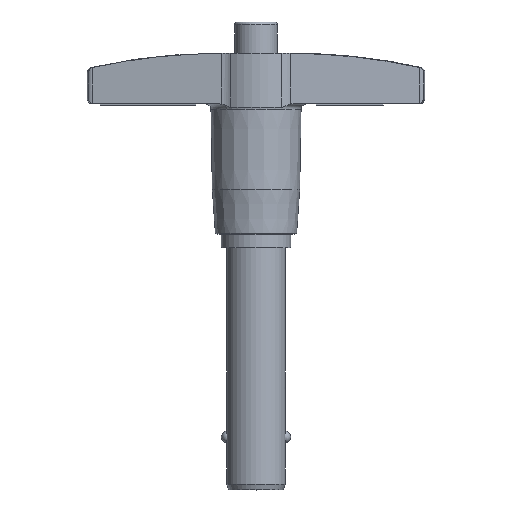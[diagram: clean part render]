
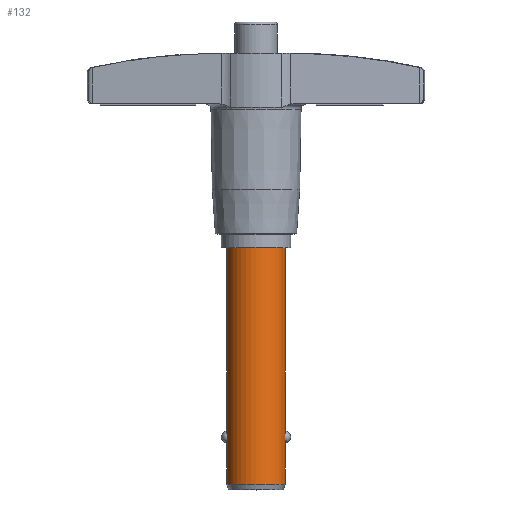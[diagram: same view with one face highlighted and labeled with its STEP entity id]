
A CAD part, top view. The second image highlights one B-rep face of the part: STEP entity #132.
In plain terms, the highlighted cylindrical face has radius 4 mm (diameter 8 mm), a full revolution.
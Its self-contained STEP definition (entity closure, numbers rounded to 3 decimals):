
#132 = ADVANCED_FACE( '', ( #292, #293, #294, #295 ), #296, .T. );
#292 = FACE_OUTER_BOUND( '', #479, .T. );
#293 = FACE_BOUND( '', #480, .T. );
#294 = FACE_BOUND( '', #481, .T. );
#295 = FACE_OUTER_BOUND( '', #482, .T. );
#296 = CYLINDRICAL_SURFACE( '', #483, 4. );
#479 = EDGE_LOOP( '', ( #821 ) );
#480 = EDGE_LOOP( '', ( #822 ) );
#481 = EDGE_LOOP( '', ( #823 ) );
#482 = EDGE_LOOP( '', ( #824 ) );
#483 = AXIS2_PLACEMENT_3D( '', #825, #826, #827 );
#821 = ORIENTED_EDGE( '', *, *, #1067, .F. );
#822 = ORIENTED_EDGE( '', *, *, #1100, .T. );
#823 = ORIENTED_EDGE( '', *, *, #1114, .T. );
#824 = ORIENTED_EDGE( '', *, *, #1047, .T. );
#825 = CARTESIAN_POINT( '', ( 0., 30.7, 0. ) );
#826 = DIRECTION( '', ( 0., -1., 0. ) );
#827 = DIRECTION( '', ( -1., 0., 0. ) );
#1047 = EDGE_CURVE( '', #1229, #1229, #1230, .T. );
#1067 = EDGE_CURVE( '', #1264, #1264, #1265, .T. );
#1100 = EDGE_CURVE( '', #1314, #1314, #1315, .T. );
#1114 = EDGE_CURVE( '', #1332, #1332, #1333, .T. );
#1229 = VERTEX_POINT( '', #1503 );
#1230 = CIRCLE( '', #1504, 4. );
#1264 = VERTEX_POINT( '', #1565 );
#1265 = CIRCLE( '', #1566, 4. );
#1314 = VERTEX_POINT( '', #1676 );
#1315 = B_SPLINE_CURVE_WITH_KNOTS( '', 3, ( #1677, #1678, #1679, #1680, #1681, #1682, #1683, #1684, #1685, #1686, #1687, #1688, #1689, #1690, #1691, #1692, #1693, #1694, #1695, #1696, #1697, #1698, #1699, #1700, #1701, #1702, #1703, #1704 ), .UNSPECIFIED., .T., .F., ( 2, 2, 2, 2, 2, 2, 2, 2, 2, 2, 2, 2, 2, 2, 2, 2 ), ( -0.001, 0., 0., 0.001, 0.001, 0.002, 0.002, 0.002, 0.002, 0.003, 0.003, 0.004, 0.004, 0.004, 0.005, 0.005 ), .UNSPECIFIED. );
#1332 = VERTEX_POINT( '', #1726 );
#1333 = B_SPLINE_CURVE_WITH_KNOTS( '', 3, ( #1727, #1728, #1729, #1730, #1731, #1732, #1733, #1734, #1735, #1736, #1737, #1738, #1739, #1740, #1741, #1742, #1743, #1744, #1745, #1746, #1747, #1748, #1749, #1750, #1751, #1752, #1753, #1754 ), .UNSPECIFIED., .T., .F., ( 2, 2, 2, 2, 2, 2, 2, 2, 2, 2, 2, 2, 2, 2, 2, 2 ), ( -0.001, 0., 0., 0.001, 0.001, 0.002, 0.002, 0.002, 0.002, 0.003, 0.003, 0.004, 0.004, 0.004, 0.005, 0.005 ), .UNSPECIFIED. );
#1503 = CARTESIAN_POINT( '', ( -4., -32.21, 0. ) );
#1504 = AXIS2_PLACEMENT_3D( '', #2008, #2009, #2010 );
#1565 = CARTESIAN_POINT( '', ( -4., 0., 0. ) );
#1566 = AXIS2_PLACEMENT_3D( '', #2030, #2031, #2032 );
#1676 = CARTESIAN_POINT( '', ( -3.921, -25.79, -0.79 ) );
#1677 = CARTESIAN_POINT( '', ( -3.921, -25.999, -0.79 ) );
#1678 = CARTESIAN_POINT( '', ( -3.921, -25.686, -0.79 ) );
#1679 = CARTESIAN_POINT( '', ( -3.926, -25.583, -0.769 ) );
#1680 = CARTESIAN_POINT( '', ( -3.94, -25.392, -0.69 ) );
#1681 = CARTESIAN_POINT( '', ( -3.951, -25.305, -0.631 ) );
#1682 = CARTESIAN_POINT( '', ( -3.981, -25.088, -0.413 ) );
#1683 = CARTESIAN_POINT( '', ( -4., -25.004, -0.207 ) );
#1684 = CARTESIAN_POINT( '', ( -4., -25.004, 0.103 ) );
#1685 = CARTESIAN_POINT( '', ( -3.996, -25.024, 0.206 ) );
#1686 = CARTESIAN_POINT( '', ( -3.981, -25.102, 0.398 ) );
#1687 = CARTESIAN_POINT( '', ( -3.971, -25.16, 0.485 ) );
#1688 = CARTESIAN_POINT( '', ( -3.95, -25.306, 0.632 ) );
#1689 = CARTESIAN_POINT( '', ( -3.94, -25.392, 0.69 ) );
#1690 = CARTESIAN_POINT( '', ( -3.926, -25.583, 0.769 ) );
#1691 = CARTESIAN_POINT( '', ( -3.921, -25.687, 0.79 ) );
#1692 = CARTESIAN_POINT( '', ( -3.921, -25.893, 0.79 ) );
#1693 = CARTESIAN_POINT( '', ( -3.926, -25.997, 0.769 ) );
#1694 = CARTESIAN_POINT( '', ( -3.94, -26.187, 0.691 ) );
#1695 = CARTESIAN_POINT( '', ( -3.95, -26.274, 0.632 ) );
#1696 = CARTESIAN_POINT( '', ( -3.981, -26.492, 0.413 ) );
#1697 = CARTESIAN_POINT( '', ( -4., -26.576, 0.208 ) );
#1698 = CARTESIAN_POINT( '', ( -4., -26.576, -0.104 ) );
#1699 = CARTESIAN_POINT( '', ( -3.996, -26.556, -0.207 ) );
#1700 = CARTESIAN_POINT( '', ( -3.981, -26.478, -0.397 ) );
#1701 = CARTESIAN_POINT( '', ( -3.971, -26.42, -0.485 ) );
#1702 = CARTESIAN_POINT( '', ( -3.94, -26.203, -0.704 ) );
#1703 = CARTESIAN_POINT( '', ( -3.921, -25.999, -0.79 ) );
#1704 = CARTESIAN_POINT( '', ( -3.921, -25.686, -0.79 ) );
#1726 = CARTESIAN_POINT( '', ( 3.921, -25.79, 0.79 ) );
#1727 = CARTESIAN_POINT( '', ( 3.921, -25.999, 0.79 ) );
#1728 = CARTESIAN_POINT( '', ( 3.921, -25.686, 0.79 ) );
#1729 = CARTESIAN_POINT( '', ( 3.926, -25.583, 0.769 ) );
#1730 = CARTESIAN_POINT( '', ( 3.94, -25.392, 0.69 ) );
#1731 = CARTESIAN_POINT( '', ( 3.951, -25.305, 0.631 ) );
#1732 = CARTESIAN_POINT( '', ( 3.981, -25.088, 0.413 ) );
#1733 = CARTESIAN_POINT( '', ( 4., -25.004, 0.207 ) );
#1734 = CARTESIAN_POINT( '', ( 4., -25.004, -0.103 ) );
#1735 = CARTESIAN_POINT( '', ( 3.996, -25.024, -0.206 ) );
#1736 = CARTESIAN_POINT( '', ( 3.981, -25.102, -0.398 ) );
#1737 = CARTESIAN_POINT( '', ( 3.971, -25.16, -0.485 ) );
#1738 = CARTESIAN_POINT( '', ( 3.95, -25.306, -0.632 ) );
#1739 = CARTESIAN_POINT( '', ( 3.94, -25.392, -0.69 ) );
#1740 = CARTESIAN_POINT( '', ( 3.926, -25.583, -0.769 ) );
#1741 = CARTESIAN_POINT( '', ( 3.921, -25.687, -0.79 ) );
#1742 = CARTESIAN_POINT( '', ( 3.921, -25.893, -0.79 ) );
#1743 = CARTESIAN_POINT( '', ( 3.926, -25.997, -0.769 ) );
#1744 = CARTESIAN_POINT( '', ( 3.94, -26.187, -0.691 ) );
#1745 = CARTESIAN_POINT( '', ( 3.95, -26.274, -0.632 ) );
#1746 = CARTESIAN_POINT( '', ( 3.981, -26.492, -0.413 ) );
#1747 = CARTESIAN_POINT( '', ( 4., -26.576, -0.208 ) );
#1748 = CARTESIAN_POINT( '', ( 4., -26.576, 0.104 ) );
#1749 = CARTESIAN_POINT( '', ( 3.996, -26.556, 0.207 ) );
#1750 = CARTESIAN_POINT( '', ( 3.981, -26.478, 0.397 ) );
#1751 = CARTESIAN_POINT( '', ( 3.971, -26.42, 0.485 ) );
#1752 = CARTESIAN_POINT( '', ( 3.94, -26.203, 0.704 ) );
#1753 = CARTESIAN_POINT( '', ( 3.921, -25.999, 0.79 ) );
#1754 = CARTESIAN_POINT( '', ( 3.921, -25.686, 0.79 ) );
#2008 = CARTESIAN_POINT( '', ( 0., -32.21, 0. ) );
#2009 = DIRECTION( '', ( 0., 1., 0. ) );
#2010 = DIRECTION( '', ( -1., 0., 0. ) );
#2030 = CARTESIAN_POINT( '', ( 0., 0., 0. ) );
#2031 = DIRECTION( '', ( 0., 1., 0. ) );
#2032 = DIRECTION( '', ( -1., 0., 0. ) );
